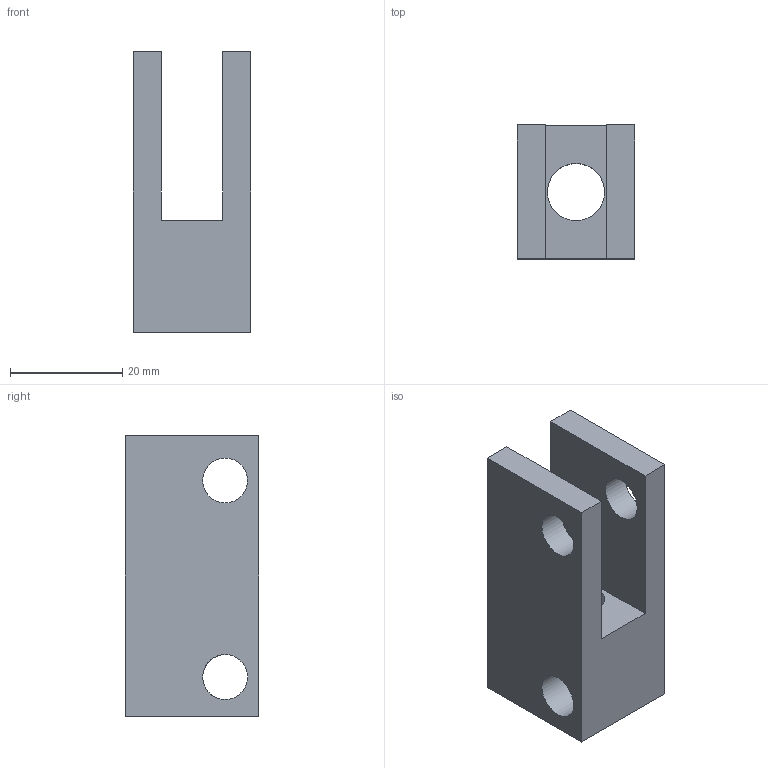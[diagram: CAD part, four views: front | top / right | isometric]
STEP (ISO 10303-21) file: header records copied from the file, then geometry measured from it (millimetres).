
FILE_DESCRIPTION(/* description */ (''),/* implementation_level */ '2;1');
FILE_NAME(/* name */ 'SuctionHolder_ipt_28d7834b.STEP',/* time_stamp */ '2021-11-16T10:20:58+02:00',/* author */ ('Mohamed Teleb'),/* organization */ (''),/* preprocessor_version */ 'ST-DEVELOPER v17',/* originating_system */ 'Autodesk Inventor 2019',/* authorisation */ '');
FILE_SCHEMA (('AUTOMOTIVE_DESIGN { 1 0 10303 214 3 1 1 }'));
Length unit declared in the file: millimetre
Products named in the file (1): SuctionHolder
Bounding box: 21 x 23.8 x 50 mm (x, y, z)
Volume: 14062.1 mm3; surface area: 7038.8 mm2
Topology: 1 solids, 1 shells, 14 faces, 37 edges, 25 vertices
Faces by surface type: plane 10, cylinder 4
Full cylindrical faces by diameter (mm): 8 x3, 10.2 x1
Entity records: 543 total; most frequent: CARTESIAN_POINT 126, ORIENTED_EDGE 74, DIRECTION 74, EDGE_CURVE 37, LINE 28, VECTOR 28, VERTEX_POINT 25, EDGE_LOOP 24
